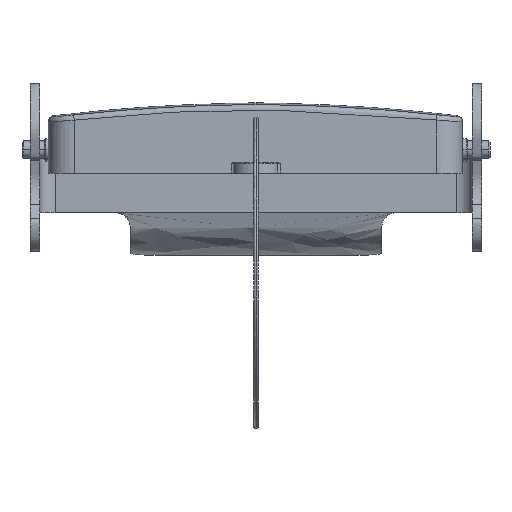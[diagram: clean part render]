
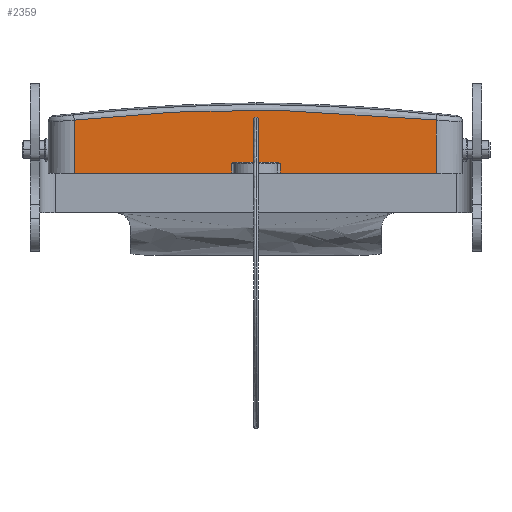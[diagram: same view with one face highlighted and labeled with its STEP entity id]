
A CAD part, top view. The second image highlights one B-rep face of the part: STEP entity #2359.
In plain terms, the highlighted planar face has unit normal (0, 0, 1).
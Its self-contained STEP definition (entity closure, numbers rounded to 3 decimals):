
#64 = ORIENTED_EDGE ( 'NONE', *, *, #2606, .T. ) ;
#134 = DIRECTION ( 'NONE',  ( 1., 0., 0. ) ) ;
#149 = CARTESIAN_POINT ( 'NONE',  ( -34.875, 2.1, 41.625 ) ) ;
#239 = CARTESIAN_POINT ( 'NONE',  ( 4.671, 1.85, 41.625 ) ) ;
#344 = DIRECTION ( 'NONE',  ( 1., 0., 0. ) ) ;
#379 = CARTESIAN_POINT ( 'NONE',  ( 0., 2.1, 41.625 ) ) ;
#460 = CARTESIAN_POINT ( 'NONE',  ( -4.112, 2.1, 41.625 ) ) ;
#467 = CARTESIAN_POINT ( 'NONE',  ( -4.217, 2.1, 41.625 ) ) ;
#468 = CARTESIAN_POINT ( 'NONE',  ( -4.318, 2.064, 41.625 ) ) ;
#478 = CARTESIAN_POINT ( 'NONE',  ( -4.501, 1.97, 41.625 ) ) ;
#521 = CARTESIAN_POINT ( 'NONE',  ( -4.671, 1.85, 41.625 ) ) ;
#522 = CARTESIAN_POINT ( 'NONE',  ( -4.586, 1.91, 41.625 ) ) ;
#543 = VECTOR ( 'NONE', #1247, 1000. ) ;
#620 = LINE ( 'NONE', #4942, #3051 ) ;
#642 = LINE ( 'NONE', #2533, #2123 ) ;
#689 = EDGE_CURVE ( 'NONE', #702, #1067, #620, .T. ) ;
#702 = VERTEX_POINT ( 'NONE', #4985 ) ;
#741 = CARTESIAN_POINT ( 'NONE',  ( 4.112, 2.1, 41.625 ) ) ;
#849 = ORIENTED_EDGE ( 'NONE', *, *, #1797, .T. ) ;
#855 = DIRECTION ( 'NONE',  ( 0., 0., -1. ) ) ;
#887 = CARTESIAN_POINT ( 'NONE',  ( -4.671, 1.85, 41.625 ) ) ;
#995 = LINE ( 'NONE', #2094, #1584 ) ;
#1021 = ORIENTED_EDGE ( 'NONE', *, *, #6443, .F. ) ;
#1028 = CARTESIAN_POINT ( 'NONE',  ( 4.671, 15., 41.625 ) ) ;
#1067 = VERTEX_POINT ( 'NONE', #3539 ) ;
#1069 = VERTEX_POINT ( 'NONE', #3528 ) ;
#1071 = DIRECTION ( 'NONE',  ( 1., 0., 0. ) ) ;
#1179 = ORIENTED_EDGE ( 'NONE', *, *, #1907, .T. ) ;
#1247 = DIRECTION ( 'NONE',  ( 0., 1., 0. ) ) ;
#1280 = FACE_OUTER_BOUND ( 'NONE', #3541, .T. ) ;
#1289 = CARTESIAN_POINT ( 'NONE',  ( 34.625, 10.199, 41.625 ) ) ;
#1370 = CARTESIAN_POINT ( 'NONE',  ( -4.671, 15., 41.625 ) ) ;
#1379 = DIRECTION ( 'NONE',  ( 0., -1., 0. ) ) ;
#1398 = EDGE_CURVE ( 'NONE', #6896, #702, #5579, .T. ) ;
#1437 = EDGE_CURVE ( 'NONE', #1067, #6421, #995, .T. ) ;
#1466 = VECTOR ( 'NONE', #1071, 1000. ) ;
#1584 = VECTOR ( 'NONE', #2080, 1000. ) ;
#1620 = EDGE_CURVE ( 'NONE', #6421, #1767, #4934, .T. ) ;
#1735 = DIRECTION ( 'NONE',  ( 0., -1., 0. ) ) ;
#1767 = VERTEX_POINT ( 'NONE', #887 ) ;
#1797 = EDGE_CURVE ( 'NONE', #1767, #3400, #2550, .T. ) ;
#1845 = CARTESIAN_POINT ( 'NONE',  ( 4.671, 1.85, 41.625 ) ) ;
#1907 = EDGE_CURVE ( 'NONE', #3400, #5507, #5734, .T. ) ;
#2017 = B_SPLINE_CURVE_WITH_KNOTS ( 'NONE', 3,
 ( #4469, #3494, #5098, #4076, #4052, #1845 ),
 .UNSPECIFIED., .F., .F.,
 ( 4, 2, 4 ),
 ( 0., 0., 0.001 ),
 .UNSPECIFIED. ) ;
#2038 = CARTESIAN_POINT ( 'NONE',  ( -34.875, 2.1, 41.625 ) ) ;
#2080 = DIRECTION ( 'NONE',  ( 1., 0., 0. ) ) ;
#2094 = CARTESIAN_POINT ( 'NONE',  ( -34.875, 0., 41.625 ) ) ;
#2123 = VECTOR ( 'NONE', #1735, 1000. ) ;
#2133 = EDGE_CURVE ( 'NONE', #5507, #5118, #2919, .T. ) ;
#2199 = CARTESIAN_POINT ( 'NONE',  ( -34.875, 10.172, 41.625 ) ) ;
#2207 = CARTESIAN_POINT ( 'NONE',  ( -29.1, 10.795, 41.625 ) ) ;
#2208 = CARTESIAN_POINT ( 'NONE',  ( -23.317, 11.273, 41.625 ) ) ;
#2221 = CARTESIAN_POINT ( 'NONE',  ( -11.735, 11.928, 41.625 ) ) ;
#2226 = CARTESIAN_POINT ( 'NONE',  ( -5.935, 12.106, 41.625 ) ) ;
#2228 = CARTESIAN_POINT ( 'NONE',  ( 5.683, 12.111, 41.625 ) ) ;
#2235 = CARTESIAN_POINT ( 'NONE',  ( 11.483, 11.938, 41.625 ) ) ;
#2236 = CARTESIAN_POINT ( 'NONE',  ( 23.066, 11.292, 41.625 ) ) ;
#2257 = EDGE_CURVE ( 'NONE', #5118, #3425, #2017, .T. ) ;
#2275 = CARTESIAN_POINT ( 'NONE',  ( 28.85, 10.818, 41.625 ) ) ;
#2330 = CARTESIAN_POINT ( 'NONE',  ( 34.625, 10.199, 41.625 ) ) ;
#2357 = EDGE_CURVE ( 'NONE', #3425, #5105, #4362, .T. ) ;
#2359 = ADVANCED_FACE ( 'NONE', ( #1280 ), #4660, .F. ) ;
#2420 = ORIENTED_EDGE ( 'NONE', *, *, #1620, .T. ) ;
#2533 = CARTESIAN_POINT ( 'NONE',  ( 34.625, 15., 41.625 ) ) ;
#2550 = B_SPLINE_CURVE_WITH_KNOTS ( 'NONE', 3,
 ( #521, #522, #478, #468, #467, #460 ),
 .UNSPECIFIED., .F., .F.,
 ( 4, 2, 4 ),
 ( 0., 0., 0.001 ),
 .UNSPECIFIED. ) ;
#2606 = EDGE_CURVE ( 'NONE', #5105, #1069, #4801, .T. ) ;
#2902 = VECTOR ( 'NONE', #1379, 1000. ) ;
#2919 = LINE ( 'NONE', #2038, #1466 ) ;
#2945 = ORIENTED_EDGE ( 'NONE', *, *, #689, .T. ) ;
#2967 = ORIENTED_EDGE ( 'NONE', *, *, #2357, .T. ) ;
#3051 = VECTOR ( 'NONE', #4958, 1000. ) ;
#3335 = VECTOR ( 'NONE', #344, 1000. ) ;
#3400 = VERTEX_POINT ( 'NONE', #6200 ) ;
#3425 = VERTEX_POINT ( 'NONE', #239 ) ;
#3494 = CARTESIAN_POINT ( 'NONE',  ( 4.217, 2.1, 41.625 ) ) ;
#3528 = CARTESIAN_POINT ( 'NONE',  ( 34.625, 0., 41.625 ) ) ;
#3539 = CARTESIAN_POINT ( 'NONE',  ( -34.875, 0., 41.625 ) ) ;
#3541 = EDGE_LOOP ( 'NONE', ( #1021, #5778, #2945, #6300, #2420, #849, #1179, #6070, #4869, #2967, #64 ) ) ;
#3943 = VECTOR ( 'NONE', #134, 1000. ) ;
#4052 = CARTESIAN_POINT ( 'NONE',  ( 4.586, 1.91, 41.625 ) ) ;
#4076 = CARTESIAN_POINT ( 'NONE',  ( 4.501, 1.97, 41.625 ) ) ;
#4136 = CARTESIAN_POINT ( 'NONE',  ( -34.875, 15., 41.625 ) ) ;
#4362 = LINE ( 'NONE', #1028, #2902 ) ;
#4469 = CARTESIAN_POINT ( 'NONE',  ( 4.112, 2.1, 41.625 ) ) ;
#4480 = AXIS2_PLACEMENT_3D ( 'NONE', #4136, #855, #4683 ) ;
#4660 = PLANE ( 'NONE',  #4480 ) ;
#4683 = DIRECTION ( 'NONE',  ( -1., 0., 0. ) ) ;
#4801 = LINE ( 'NONE', #6768, #3335 ) ;
#4869 = ORIENTED_EDGE ( 'NONE', *, *, #2257, .T. ) ;
#4934 = LINE ( 'NONE', #1370, #543 ) ;
#4942 = CARTESIAN_POINT ( 'NONE',  ( -34.875, 15., 41.625 ) ) ;
#4958 = DIRECTION ( 'NONE',  ( 0., -1., 0. ) ) ;
#4985 = CARTESIAN_POINT ( 'NONE',  ( -34.875, 10.172, 41.625 ) ) ;
#5098 = CARTESIAN_POINT ( 'NONE',  ( 4.318, 2.064, 41.625 ) ) ;
#5105 = VERTEX_POINT ( 'NONE', #5626 ) ;
#5118 = VERTEX_POINT ( 'NONE', #741 ) ;
#5507 = VERTEX_POINT ( 'NONE', #379 ) ;
#5579 = B_SPLINE_CURVE_WITH_KNOTS ( 'NONE', 3,
 ( #2330, #2275, #2236, #2235, #2228, #2226, #2221, #2208, #2207, #2199 ),
 .UNSPECIFIED., .F., .F.,
 ( 4, 2, 2, 2, 4 ),
 ( 0., 0.017, 0.035, 0.052, 0.07 ),
 .UNSPECIFIED. ) ;
#5626 = CARTESIAN_POINT ( 'NONE',  ( 4.671, 0., 41.625 ) ) ;
#5734 = LINE ( 'NONE', #149, #3943 ) ;
#5778 = ORIENTED_EDGE ( 'NONE', *, *, #1398, .T. ) ;
#6035 = CARTESIAN_POINT ( 'NONE',  ( -4.671, 0., 41.625 ) ) ;
#6070 = ORIENTED_EDGE ( 'NONE', *, *, #2133, .T. ) ;
#6200 = CARTESIAN_POINT ( 'NONE',  ( -4.112, 2.1, 41.625 ) ) ;
#6300 = ORIENTED_EDGE ( 'NONE', *, *, #1437, .T. ) ;
#6421 = VERTEX_POINT ( 'NONE', #6035 ) ;
#6443 = EDGE_CURVE ( 'NONE', #6896, #1069, #642, .T. ) ;
#6768 = CARTESIAN_POINT ( 'NONE',  ( -34.875, 0., 41.625 ) ) ;
#6896 = VERTEX_POINT ( 'NONE', #1289 ) ;
